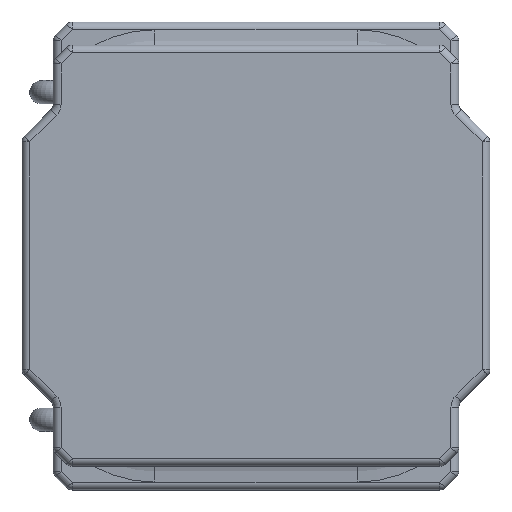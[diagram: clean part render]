
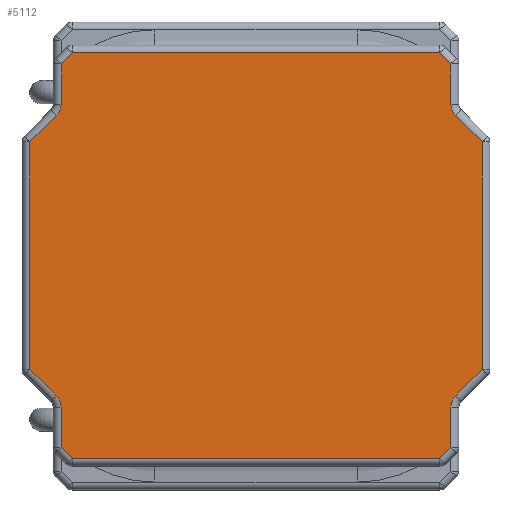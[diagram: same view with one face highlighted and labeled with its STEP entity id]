
A CAD part, top view. The second image highlights one B-rep face of the part: STEP entity #5112.
In plain terms, the highlighted planar face has unit normal (0, 0, 1).
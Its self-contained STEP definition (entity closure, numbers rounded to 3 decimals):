
#436=FACE_OUTER_BOUND('',#796,.T.);
#796=EDGE_LOOP('',(#3500,#3501,#3502,#3503,#3504,#3505,#3506,#3507,#3508,
#3509,#3510,#3511,#3512,#3513,#3514,#3515,#3516,#3517,#3518,#3519));
#1305=LINE('',#8518,#1643);
#1306=LINE('',#8520,#1644);
#1307=LINE('',#8522,#1645);
#1308=LINE('',#8524,#1646);
#1309=LINE('',#8528,#1647);
#1310=LINE('',#8530,#1648);
#1311=LINE('',#8532,#1649);
#1312=LINE('',#8536,#1650);
#1313=LINE('',#8538,#1651);
#1314=LINE('',#8540,#1652);
#1315=LINE('',#8542,#1653);
#1316=LINE('',#8544,#1654);
#1317=LINE('',#8548,#1655);
#1318=LINE('',#8550,#1656);
#1319=LINE('',#8552,#1657);
#1320=LINE('',#8555,#1658);
#1643=VECTOR('',#6495,1333.333);
#1644=VECTOR('',#6496,1333.333);
#1645=VECTOR('',#6497,1333.333);
#1646=VECTOR('',#6498,1333.333);
#1647=VECTOR('',#6501,1333.333);
#1648=VECTOR('',#6502,1333.333);
#1649=VECTOR('',#6503,1333.333);
#1650=VECTOR('',#6506,1333.333);
#1651=VECTOR('',#6507,1333.333);
#1652=VECTOR('',#6508,1333.333);
#1653=VECTOR('',#6509,1333.333);
#1654=VECTOR('',#6510,1333.333);
#1655=VECTOR('',#6513,1333.333);
#1656=VECTOR('',#6514,1333.333);
#1657=VECTOR('',#6515,1333.333);
#1658=VECTOR('',#6518,1333.333);
#1815=CIRCLE('',#5530,0.133);
#1816=CIRCLE('',#5531,0.133);
#1817=CIRCLE('',#5532,0.133);
#1818=CIRCLE('',#5533,0.133);
#2362=VERTEX_POINT('',#8516);
#2363=VERTEX_POINT('',#8517);
#2364=VERTEX_POINT('',#8519);
#2365=VERTEX_POINT('',#8521);
#2366=VERTEX_POINT('',#8523);
#2367=VERTEX_POINT('',#8525);
#2368=VERTEX_POINT('',#8527);
#2369=VERTEX_POINT('',#8529);
#2370=VERTEX_POINT('',#8531);
#2371=VERTEX_POINT('',#8533);
#2372=VERTEX_POINT('',#8535);
#2373=VERTEX_POINT('',#8537);
#2374=VERTEX_POINT('',#8539);
#2375=VERTEX_POINT('',#8541);
#2376=VERTEX_POINT('',#8543);
#2377=VERTEX_POINT('',#8545);
#2378=VERTEX_POINT('',#8547);
#2379=VERTEX_POINT('',#8549);
#2380=VERTEX_POINT('',#8551);
#2381=VERTEX_POINT('',#8553);
#2756=EDGE_CURVE('',#2362,#2363,#1305,.T.);
#2757=EDGE_CURVE('',#2363,#2364,#1306,.T.);
#2758=EDGE_CURVE('',#2364,#2365,#1307,.T.);
#2759=EDGE_CURVE('',#2365,#2366,#1308,.T.);
#2760=EDGE_CURVE('',#2367,#2366,#1815,.T.);
#2761=EDGE_CURVE('',#2367,#2368,#1309,.T.);
#2762=EDGE_CURVE('',#2368,#2369,#1310,.T.);
#2763=EDGE_CURVE('',#2369,#2370,#1311,.T.);
#2764=EDGE_CURVE('',#2371,#2370,#1816,.T.);
#2765=EDGE_CURVE('',#2371,#2372,#1312,.T.);
#2766=EDGE_CURVE('',#2372,#2373,#1313,.T.);
#2767=EDGE_CURVE('',#2373,#2374,#1314,.T.);
#2768=EDGE_CURVE('',#2374,#2375,#1315,.T.);
#2769=EDGE_CURVE('',#2375,#2376,#1316,.T.);
#2770=EDGE_CURVE('',#2377,#2376,#1817,.T.);
#2771=EDGE_CURVE('',#2377,#2378,#1317,.T.);
#2772=EDGE_CURVE('',#2378,#2379,#1318,.T.);
#2773=EDGE_CURVE('',#2379,#2380,#1319,.T.);
#2774=EDGE_CURVE('',#2381,#2380,#1818,.T.);
#2775=EDGE_CURVE('',#2381,#2362,#1320,.T.);
#3500=ORIENTED_EDGE('',*,*,#2756,.T.);
#3501=ORIENTED_EDGE('',*,*,#2757,.T.);
#3502=ORIENTED_EDGE('',*,*,#2758,.T.);
#3503=ORIENTED_EDGE('',*,*,#2759,.T.);
#3504=ORIENTED_EDGE('',*,*,#2760,.F.);
#3505=ORIENTED_EDGE('',*,*,#2761,.T.);
#3506=ORIENTED_EDGE('',*,*,#2762,.T.);
#3507=ORIENTED_EDGE('',*,*,#2763,.T.);
#3508=ORIENTED_EDGE('',*,*,#2764,.F.);
#3509=ORIENTED_EDGE('',*,*,#2765,.T.);
#3510=ORIENTED_EDGE('',*,*,#2766,.T.);
#3511=ORIENTED_EDGE('',*,*,#2767,.T.);
#3512=ORIENTED_EDGE('',*,*,#2768,.T.);
#3513=ORIENTED_EDGE('',*,*,#2769,.T.);
#3514=ORIENTED_EDGE('',*,*,#2770,.F.);
#3515=ORIENTED_EDGE('',*,*,#2771,.T.);
#3516=ORIENTED_EDGE('',*,*,#2772,.T.);
#3517=ORIENTED_EDGE('',*,*,#2773,.T.);
#3518=ORIENTED_EDGE('',*,*,#2774,.F.);
#3519=ORIENTED_EDGE('',*,*,#2775,.T.);
#4754=PLANE('',#5529);
#5112=ADVANCED_FACE('',(#436),#4754,.F.);
#5529=AXIS2_PLACEMENT_3D('',#8515,#6493,#6494);
#5530=AXIS2_PLACEMENT_3D('',#8526,#6499,#6500);
#5531=AXIS2_PLACEMENT_3D('',#8534,#6504,#6505);
#5532=AXIS2_PLACEMENT_3D('',#8546,#6511,#6512);
#5533=AXIS2_PLACEMENT_3D('',#8554,#6516,#6517);
#6493=DIRECTION('center_axis',(0.,0.,-1.));
#6494=DIRECTION('ref_axis',(-1.,0.,0.));
#6495=DIRECTION('',(-0.707,0.707,0.));
#6496=DIRECTION('',(-1.,0.,0.));
#6497=DIRECTION('',(-0.707,-0.707,0.));
#6498=DIRECTION('',(0.,-1.,0.));
#6499=DIRECTION('center_axis',(0.,0.,1.));
#6500=DIRECTION('ref_axis',(-1.,0.,0.));
#6501=DIRECTION('',(-0.707,-0.707,0.));
#6502=DIRECTION('',(0.,-1.,0.));
#6503=DIRECTION('',(0.707,-0.707,0.));
#6504=DIRECTION('center_axis',(0.,0.,1.));
#6505=DIRECTION('ref_axis',(-1.,0.,0.));
#6506=DIRECTION('',(0.,-1.,0.));
#6507=DIRECTION('',(0.707,-0.707,0.));
#6508=DIRECTION('',(1.,0.,0.));
#6509=DIRECTION('',(0.707,0.707,0.));
#6510=DIRECTION('',(0.,1.,0.));
#6511=DIRECTION('center_axis',(0.,0.,1.));
#6512=DIRECTION('ref_axis',(-1.,0.,0.));
#6513=DIRECTION('',(0.707,0.707,0.));
#6514=DIRECTION('',(0.,1.,0.));
#6515=DIRECTION('',(-0.707,0.707,0.));
#6516=DIRECTION('center_axis',(0.,0.,1.));
#6517=DIRECTION('ref_axis',(-1.,0.,0.));
#6518=DIRECTION('',(0.,1.,0.));
#8515=CARTESIAN_POINT('Origin',(0.45,-0.167,1.933));
#8516=CARTESIAN_POINT('',(2.117,1.472,1.933));
#8517=CARTESIAN_POINT('',(2.022,1.567,1.933));
#8518=CARTESIAN_POINT('',(2.103,1.486,1.933));
#8519=CARTESIAN_POINT('',(-1.122,1.567,1.933));
#8520=CARTESIAN_POINT('',(0.45,1.567,1.933));
#8521=CARTESIAN_POINT('',(-1.217,1.472,1.933));
#8522=CARTESIAN_POINT('',(-1.203,1.486,1.933));
#8523=CARTESIAN_POINT('',(-1.217,1.128,1.933));
#8524=CARTESIAN_POINT('',(-1.217,-0.167,1.933));
#8525=CARTESIAN_POINT('',(-1.256,1.033,1.933));
#8526=CARTESIAN_POINT('Origin',(-1.35,1.128,1.933));
#8527=CARTESIAN_POINT('',(-1.483,0.806,1.933));
#8528=CARTESIAN_POINT('',(-1.003,1.286,1.933));
#8529=CARTESIAN_POINT('',(-1.483,-1.139,1.933));
#8530=CARTESIAN_POINT('',(-1.483,-0.167,1.933));
#8531=CARTESIAN_POINT('',(-1.256,-1.367,1.933));
#8532=CARTESIAN_POINT('',(-1.003,-1.62,1.933));
#8533=CARTESIAN_POINT('',(-1.217,-1.461,1.933));
#8534=CARTESIAN_POINT('Origin',(-1.35,-1.461,1.933));
#8535=CARTESIAN_POINT('',(-1.217,-1.806,1.933));
#8536=CARTESIAN_POINT('',(-1.217,-0.167,1.933));
#8537=CARTESIAN_POINT('',(-1.122,-1.9,1.933));
#8538=CARTESIAN_POINT('',(-1.203,-1.82,1.933));
#8539=CARTESIAN_POINT('',(2.022,-1.9,1.933));
#8540=CARTESIAN_POINT('',(0.45,-1.9,1.933));
#8541=CARTESIAN_POINT('',(2.117,-1.806,1.933));
#8542=CARTESIAN_POINT('',(2.103,-1.82,1.933));
#8543=CARTESIAN_POINT('',(2.117,-1.461,1.933));
#8544=CARTESIAN_POINT('',(2.117,-0.167,1.933));
#8545=CARTESIAN_POINT('',(2.156,-1.367,1.933));
#8546=CARTESIAN_POINT('Origin',(2.25,-1.461,1.933));
#8547=CARTESIAN_POINT('',(2.383,-1.139,1.933));
#8548=CARTESIAN_POINT('',(1.903,-1.62,1.933));
#8549=CARTESIAN_POINT('',(2.383,0.806,1.933));
#8550=CARTESIAN_POINT('',(2.383,-0.167,1.933));
#8551=CARTESIAN_POINT('',(2.156,1.033,1.933));
#8552=CARTESIAN_POINT('',(1.903,1.286,1.933));
#8553=CARTESIAN_POINT('',(2.117,1.128,1.933));
#8554=CARTESIAN_POINT('Origin',(2.25,1.128,1.933));
#8555=CARTESIAN_POINT('',(2.117,-0.167,1.933));
